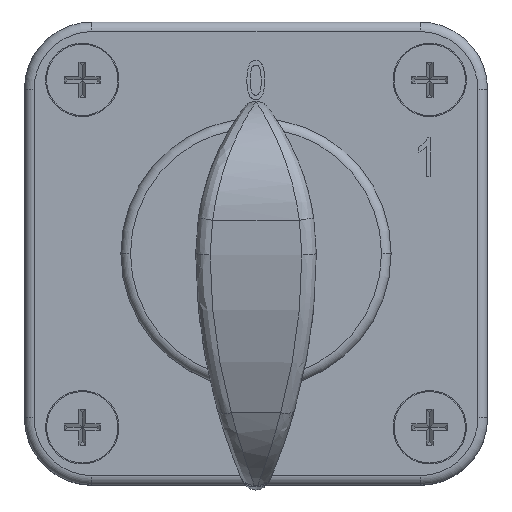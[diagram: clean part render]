
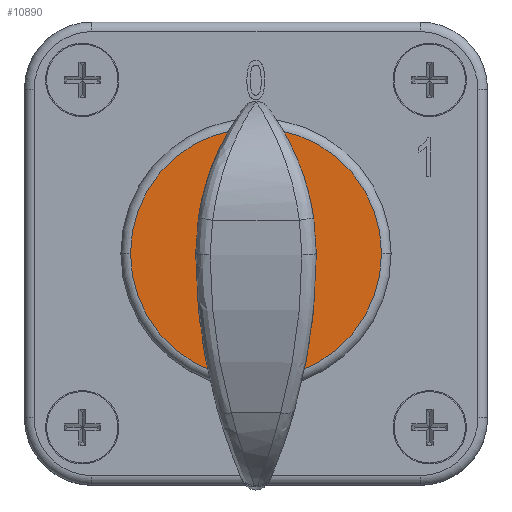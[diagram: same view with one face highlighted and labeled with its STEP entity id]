
A CAD part, top view. The second image highlights one B-rep face of the part: STEP entity #10890.
In plain terms, the highlighted planar face has unit normal (0, 0, 1).
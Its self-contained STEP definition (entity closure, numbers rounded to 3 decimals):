
#194 = DIRECTION ( 'NONE',  ( 1., 0., 0. ) ) ;
#521 = DIRECTION ( 'NONE',  ( 0., 0., 1. ) ) ;
#647 = AXIS2_PLACEMENT_3D ( 'NONE', #6510, #521, #7509 ) ;
#1172 = FACE_OUTER_BOUND ( 'NONE', #6270, .T. ) ;
#1321 = AXIS2_PLACEMENT_3D ( 'NONE', #11708, #6150, #194 ) ;
#1389 = CARTESIAN_POINT ( 'NONE',  ( -13., 0., 14.8 ) ) ;
#1756 = ORIENTED_EDGE ( 'NONE', *, *, #5134, .T. ) ;
#3996 = EDGE_CURVE ( 'NONE', #7441, #5433, #9447, .T. ) ;
#5134 = EDGE_CURVE ( 'NONE', #5433, #7441, #5696, .T. ) ;
#5433 = VERTEX_POINT ( 'NONE', #11399 ) ;
#5696 = CIRCLE ( 'NONE', #647, 13. ) ;
#5862 = DIRECTION ( 'NONE',  ( 1., 0., 0. ) ) ;
#6150 = DIRECTION ( 'NONE',  ( 0., 0., 1. ) ) ;
#6270 = EDGE_LOOP ( 'NONE', ( #1756, #7250 ) ) ;
#6510 = CARTESIAN_POINT ( 'NONE',  ( 0., 0., 14.8 ) ) ;
#7250 = ORIENTED_EDGE ( 'NONE', *, *, #3996, .T. ) ;
#7441 = VERTEX_POINT ( 'NONE', #1389 ) ;
#7509 = DIRECTION ( 'NONE',  ( 1., 0., 0. ) ) ;
#9447 = CIRCLE ( 'NONE', #1321, 13. ) ;
#9851 = PLANE ( 'NONE',  #9873 ) ;
#9873 = AXIS2_PLACEMENT_3D ( 'NONE', #10670, #11462, #5862 ) ;
#10670 = CARTESIAN_POINT ( 'NONE',  ( 0., 0., 14.8 ) ) ;
#10890 = ADVANCED_FACE ( 'NONE', ( #1172 ), #9851, .T. ) ;
#11399 = CARTESIAN_POINT ( 'NONE',  ( 13., 0., 14.8 ) ) ;
#11462 = DIRECTION ( 'NONE',  ( 0., 0., 1. ) ) ;
#11708 = CARTESIAN_POINT ( 'NONE',  ( 0., 0., 14.8 ) ) ;
